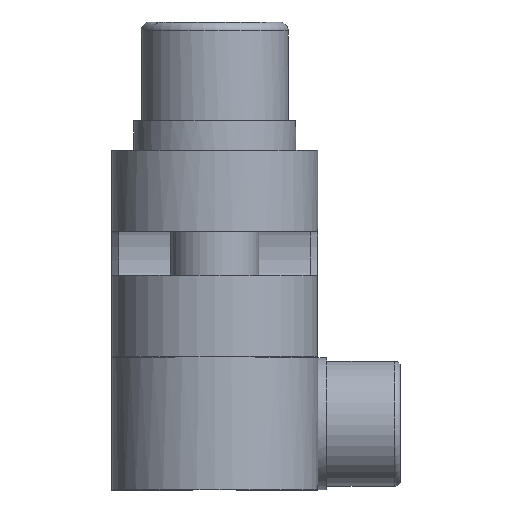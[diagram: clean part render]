
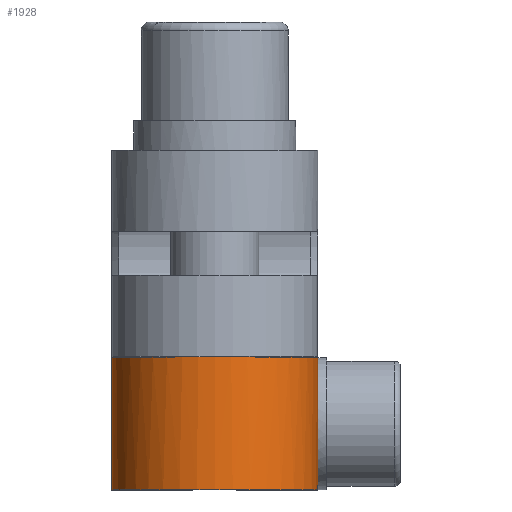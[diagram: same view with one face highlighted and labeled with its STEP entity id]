
A CAD part, top view. The second image highlights one B-rep face of the part: STEP entity #1928.
In plain terms, the highlighted cylindrical face has radius 7 mm (diameter 14 mm), a partial arc.
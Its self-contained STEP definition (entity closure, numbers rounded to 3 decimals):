
#194=FACE_OUTER_BOUND('',#307,.T.);
#307=EDGE_LOOP('',(#1521,#1522,#1523,#1524,#1525,#1526));
#393=LINE('',#3056,#525);
#437=LINE('',#3245,#569);
#525=VECTOR('',#2409,10.);
#569=VECTOR('',#2611,10.);
#660=CIRCLE('',#2073,7.);
#661=CIRCLE('',#2075,7.);
#690=CIRCLE('',#2130,7.);
#692=CIRCLE('',#2133,7.);
#804=VERTEX_POINT('',#3053);
#805=VERTEX_POINT('',#3055);
#815=VERTEX_POINT('',#3088);
#816=VERTEX_POINT('',#3092);
#817=VERTEX_POINT('',#3093);
#854=VERTEX_POINT('',#3231);
#1011=EDGE_CURVE('',#805,#804,#393,.T.);
#1027=EDGE_CURVE('',#804,#815,#660,.T.);
#1029=EDGE_CURVE('',#816,#817,#661,.T.);
#1093=EDGE_CURVE('',#815,#816,#690,.T.);
#1095=EDGE_CURVE('',#854,#805,#692,.T.);
#1102=EDGE_CURVE('',#817,#854,#437,.T.);
#1521=ORIENTED_EDGE('',*,*,#1095,.T.);
#1522=ORIENTED_EDGE('',*,*,#1011,.T.);
#1523=ORIENTED_EDGE('',*,*,#1027,.T.);
#1524=ORIENTED_EDGE('',*,*,#1093,.T.);
#1525=ORIENTED_EDGE('',*,*,#1029,.T.);
#1526=ORIENTED_EDGE('',*,*,#1102,.T.);
#1746=CYLINDRICAL_SURFACE('',#2135,7.);
#1928=ADVANCED_FACE('',(#194),#1746,.T.);
#2073=AXIS2_PLACEMENT_3D('',#3089,#2448,#2449);
#2075=AXIS2_PLACEMENT_3D('',#3094,#2453,#2454);
#2130=AXIS2_PLACEMENT_3D('',#3228,#2594,#2595);
#2133=AXIS2_PLACEMENT_3D('',#3232,#2600,#2601);
#2135=AXIS2_PLACEMENT_3D('',#3244,#2609,#2610);
#2409=DIRECTION('',(0.,1.,0.));
#2448=DIRECTION('center_axis',(0.,-1.,0.));
#2449=DIRECTION('ref_axis',(-0.707,0.,0.707));
#2453=DIRECTION('center_axis',(0.,-1.,0.));
#2454=DIRECTION('ref_axis',(-0.707,0.,0.707));
#2594=DIRECTION('center_axis',(0.,-1.,0.));
#2595=DIRECTION('ref_axis',(-0.707,0.,0.707));
#2600=DIRECTION('center_axis',(0.,1.,0.));
#2601=DIRECTION('ref_axis',(-0.707,0.,0.707));
#2609=DIRECTION('center_axis',(0.,-1.,0.));
#2610=DIRECTION('ref_axis',(-0.707,0.,0.707));
#2611=DIRECTION('',(0.,-1.,0.));
#3053=CARTESIAN_POINT('',(7.,-5.5,29.));
#3055=CARTESIAN_POINT('',(7.,-14.5,29.));
#3056=CARTESIAN_POINT('',(7.,-10.573,29.));
#3088=CARTESIAN_POINT('',(5.745,-5.5,33.));
#3089=CARTESIAN_POINT('Origin',(0.,-5.5,29.));
#3092=CARTESIAN_POINT('',(-5.745,-5.5,33.));
#3093=CARTESIAN_POINT('',(-7.,-5.5,29.));
#3094=CARTESIAN_POINT('Origin',(0.,-5.5,29.));
#3228=CARTESIAN_POINT('Origin',(0.,-5.5,29.));
#3231=CARTESIAN_POINT('',(-7.,-14.5,29.));
#3232=CARTESIAN_POINT('Origin',(0.,-14.5,29.));
#3244=CARTESIAN_POINT('Origin',(0.,-10.573,29.));
#3245=CARTESIAN_POINT('',(-7.,-10.573,29.));
